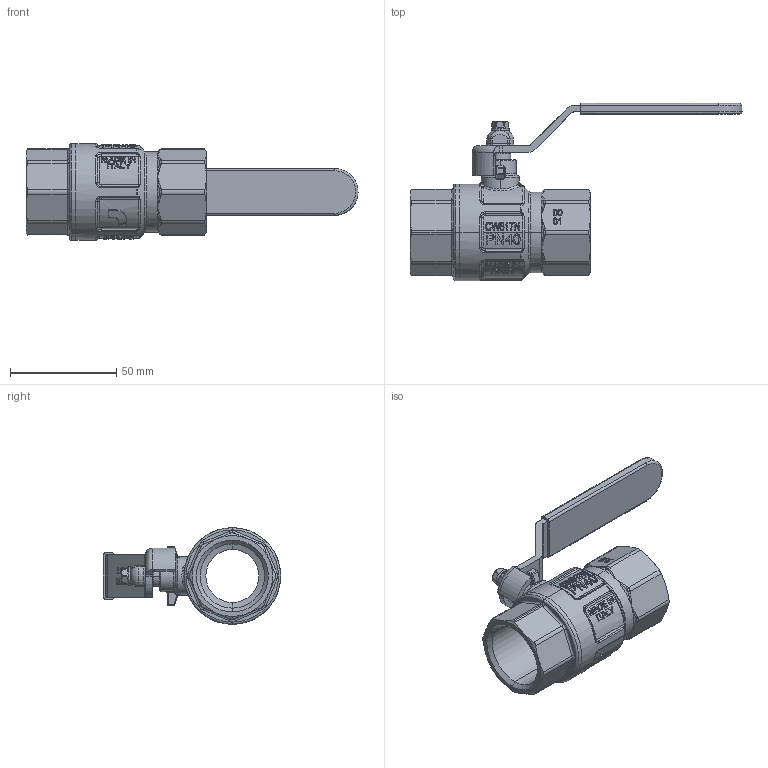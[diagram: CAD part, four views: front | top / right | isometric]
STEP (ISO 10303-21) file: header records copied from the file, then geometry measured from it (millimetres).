
FILE_DESCRIPTION (( 'STEP AP203' ), '1' );
FILE_NAME ('376B100.step', '2019-03-06T10:22:00', ( '' ), ( '' ), 'SwSTEP 2.0', 'SolidWorks 2018', '' );
FILE_SCHEMA (( 'CONFIG_CONTROL_DESIGN' ));
Products named in the file (1): 376B100
Bounding box: 156.5 x 83.55 x 45.5 mm (x, y, z)
Surface area: 29641 mm2 (no closed solid volume)
Topology: 0 solids, 6 shells, 965 faces, 3008 edges, 2007 vertices
Faces by surface type: plane 361, bspline 317, cylinder 158, torus 67, cone 50, sphere 12
Entity records: 46837 total; most frequent: CARTESIAN_POINT 23176, ORIENTED_EDGE 5278, DIRECTION 3901, EDGE_CURVE 2980, VERTEX_POINT 2007, VECTOR 1355, LINE 1355, AXIS2_PLACEMENT_3D 1273
